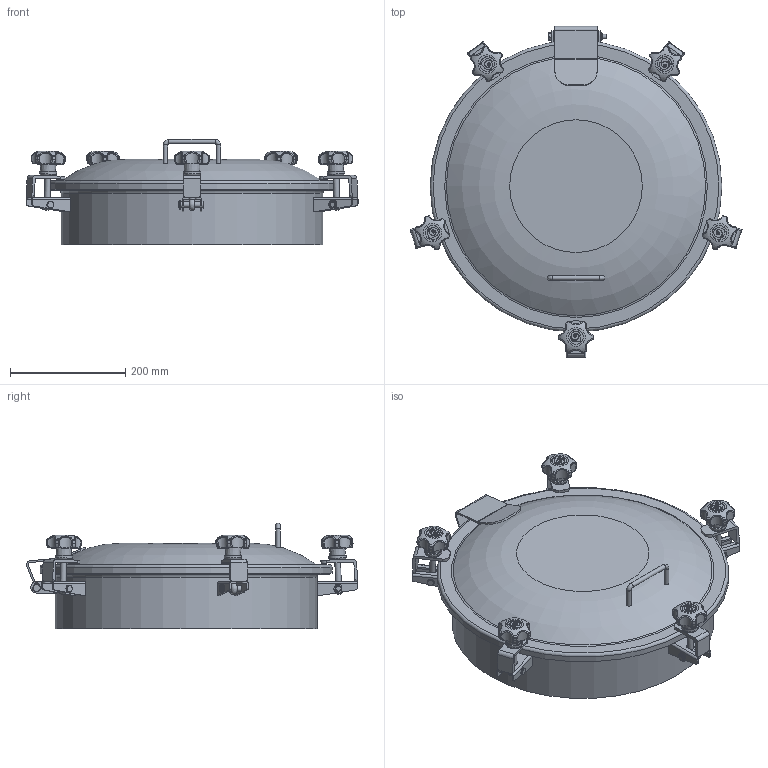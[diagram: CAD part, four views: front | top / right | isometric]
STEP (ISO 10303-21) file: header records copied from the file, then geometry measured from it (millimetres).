
FILE_DESCRIPTION(/* description */ ('Unknown'),/* implementation_level */ '2;1');
FILE_NAME(/* name */ 'FA50E6001 MOD 5V_451',/* time_stamp */ '2016-07-01T17:16:46+02:00',/* author */ ('Unknown'),/* organization */ ('Unknown'),/* preprocessor_version */ 'ST-DEVELOPER v16',/* originating_system */ 'DEX',/* authorisation */ $);
FILE_SCHEMA (('AUTOMOTIVE_DESIGN {1 0 10303 214 3 1 1}'));
Length unit declared in the file: millimetre
Products named in the file (22): FA50E6001 MOD 5V_451; 7TA5000-3 rev 0; 8AL26-29 rev 01; 81055; 81039 rev 02; 7CA5000 rev 01; 8AS203 rev 02; 73004 rev 01; 82072 rev 02; 9638 assieme; 95005; 95203; 82009 rev 01; 93001 rev 01; 95420; 91000 rev 01; 94160 c_rond; 94160 rev 0; 94160_1 rev 0; 97057; 97321
Assembly tree (49 placements, depth 4):
  FA50E6001 MOD 5V_451
    7TA5000-3 rev 0
      8AL26-29 rev 01
      81055  x5
      81039 rev 02
    7CA5000 rev 01
      8AS203 rev 02
      73004 rev 01
      82072 rev 02
    9638 assieme
    95005
    95203
    82009 rev 01  x5
    93001 rev 01  x5
    95420  x5
    91000 rev 01  x5
    94160 c_rond  x5
      94160 rev 0
        94160 rev 0
        94160_1 rev 0
      97057
    97321  x5
Bounding box: 575.43 x 573.8 x 183.03 mm (x, y, z)
Volume: 1739643.6 mm3; surface area: 1186524 mm2
Topology: 53 solids, 53 shells, 3618 faces, 9812 edges, 6343 vertices
Faces by surface type: plane 1991, cylinder 1123, torus 199, bspline 150, sphere 90, cone 65
Full cylindrical faces by diameter (mm): 6.8 x1, 8 x9, 8.376 x5, 10 x16, 10.25 x10, 10.5 x10, 12 x5, 14 x1, 15.5 x10, 17 x5, 17.5 x5, 18 x5, 18.3 x5, 19 x5, 19.8 x5, 20 x10, 25 x5, 25.7 x5, 30 x5, 448 x1, 454 x1, 484 x1, 490 x2, 499 x1, 501.529 x1, 505.529 x1
Entity records: 31807 total; most frequent: CARTESIAN_POINT 7554, DIRECTION 4513, ORIENTED_EDGE 4168, EDGE_CURVE 2084, AXIS2_PLACEMENT_3D 1677, VERTEX_POINT 1397, LINE 1159, VECTOR 1159
